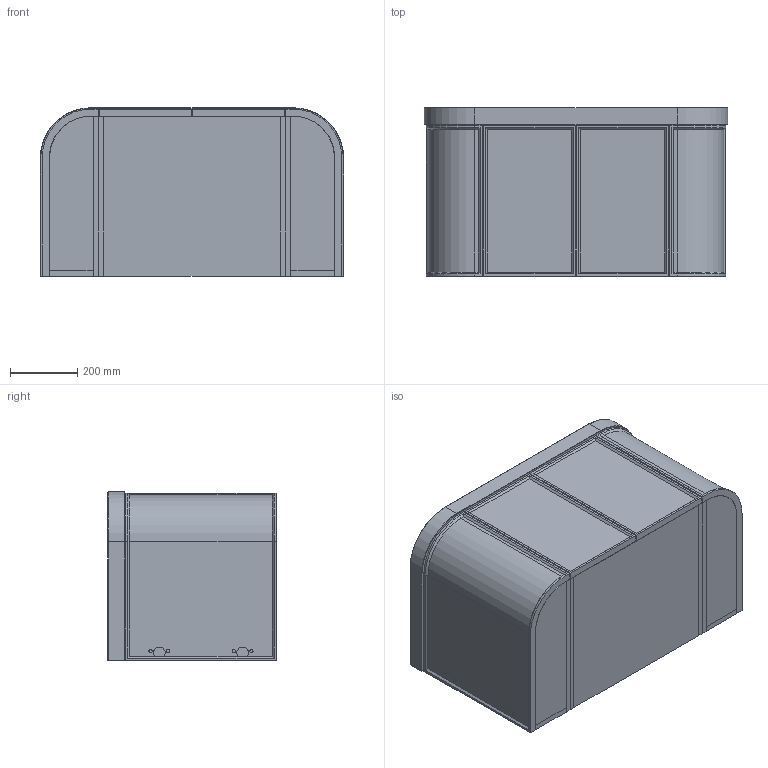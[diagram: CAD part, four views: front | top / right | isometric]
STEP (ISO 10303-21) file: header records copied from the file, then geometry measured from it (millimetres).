
FILE_DESCRIPTION (( 'STEP AP214' ), '1' );
FILE_NAME ('2355589.STEP', '2023-09-29T00:21:59', ( '' ), ( '' ), 'SwSTEP 2.0', 'SolidWorks 2021', '' );
FILE_SCHEMA (( 'AUTOMOTIVE_DESIGN' ));
Length unit declared in the file: millimetre
Products named in the file (9): 900 Benchtop (50mm) NO CUTOUT; 900 Door Kado Era; End Carcass LEFT; Kado Era 900 (Door); End Carcass RIGHT; 2355589; Kado Era 900 Carcass (DOOR); Kado Era Curved End Panel
Assembly tree (10 placements, depth 4):
  2355589
    Kado Era 900 (Door)
      Kado Era 900 Carcass (DOOR)
      End Carcass RIGHT
      Kado Era Curved End Panel  x2
      End Carcass LEFT
      900 Door Kado Era  x2
        900 Door Kado Era
      900 Benchtop (50mm) NO CUTOUT
Bounding box: 900 x 500 x 500 mm (x, y, z)
Volume: 50067039.8 mm3; surface area: 7116603.4 mm2
Topology: 21 solids, 21 shells, 301 faces, 636 edges, 416 vertices
Faces by surface type: plane 203, cylinder 90, cone 8
Entity records: 7860 total; most frequent: DIRECTION 1206, CARTESIAN_POINT 1133, ORIENTED_EDGE 1048, EDGE_CURVE 524, AXIS2_PLACEMENT_3D 417, VECTOR 372, LINE 372, VERTEX_POINT 344
